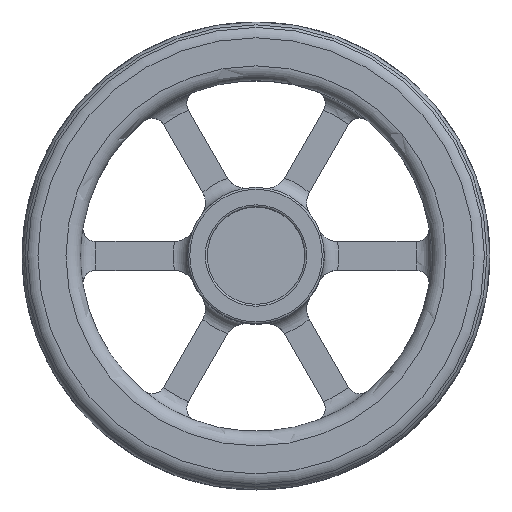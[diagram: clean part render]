
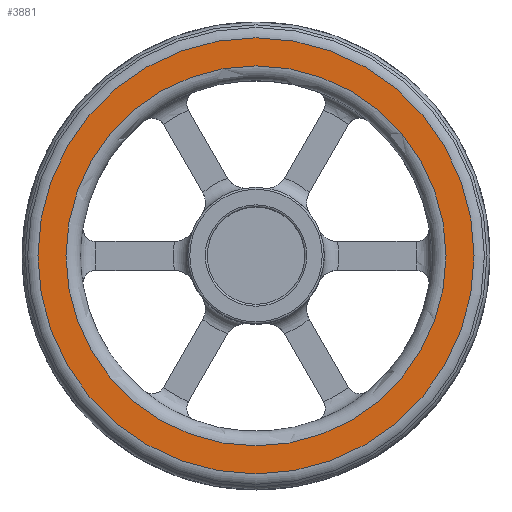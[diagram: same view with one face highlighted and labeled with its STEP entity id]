
A CAD part, top view. The second image highlights one B-rep face of the part: STEP entity #3881.
In plain terms, the highlighted planar face has unit normal (0, 0, 1).
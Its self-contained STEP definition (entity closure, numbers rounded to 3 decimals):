
#544=FACE_BOUND('',#932,.T.);
#549=PLANE('',#4190);
#669=FACE_OUTER_BOUND('',#931,.T.);
#931=EDGE_LOOP('',(#2665));
#932=EDGE_LOOP('',(#2666));
#1209=CIRCLE('',#4186,11.189);
#1212=CIRCLE('',#4191,9.75);
#1611=VERTEX_POINT('',#6357);
#1614=VERTEX_POINT('',#6367);
#2001=EDGE_CURVE('',#1611,#1611,#1209,.T.);
#2005=EDGE_CURVE('',#1614,#1614,#1212,.T.);
#2665=ORIENTED_EDGE('',*,*,#2001,.T.);
#2666=ORIENTED_EDGE('',*,*,#2005,.T.);
#3881=ADVANCED_FACE('',(#669,#544),#549,.T.);
#4186=AXIS2_PLACEMENT_3D('',#6359,#4906,#4907);
#4190=AXIS2_PLACEMENT_3D('',#6366,#4915,#4916);
#4191=AXIS2_PLACEMENT_3D('',#6368,#4917,#4918);
#4906=DIRECTION('center_axis',(0.,0.,
1.));
#4907=DIRECTION('ref_axis',(0.866,0.5,0.));
#4915=DIRECTION('center_axis',(0.,0.,
1.));
#4916=DIRECTION('ref_axis',(0.866,0.5,0.));
#4917=DIRECTION('center_axis',(0.,0.,
-1.));
#4918=DIRECTION('ref_axis',(0.452,-0.892,0.));
#6357=CARTESIAN_POINT('',(-1.039,0.,1.025));
#6359=CARTESIAN_POINT('Origin',(10.15,0.,1.025));
#6366=CARTESIAN_POINT('Origin',(10.15,0.,1.025));
#6367=CARTESIAN_POINT('',(0.4,0.,1.025));
#6368=CARTESIAN_POINT('Origin',(10.15,0.,1.025));
